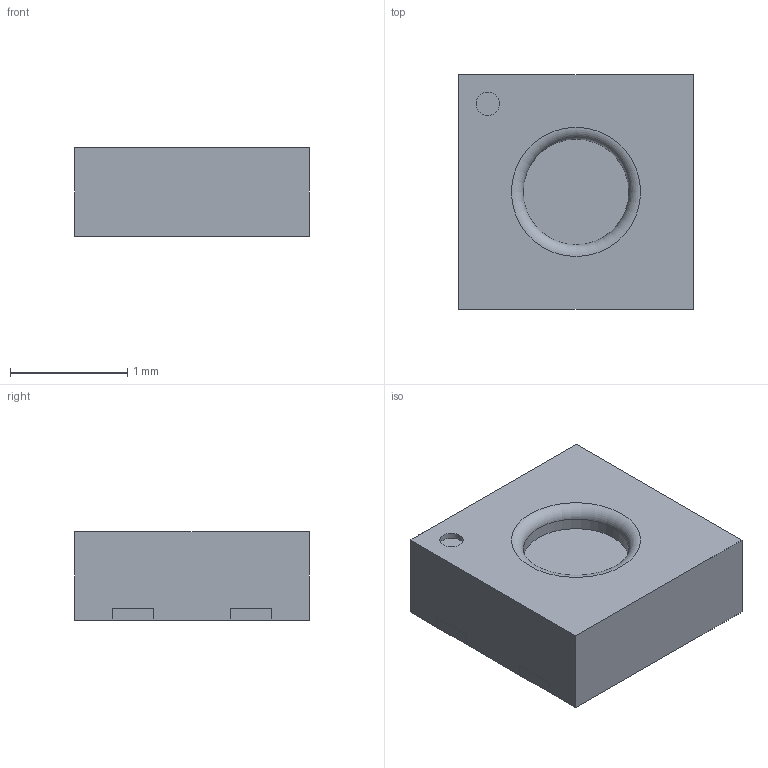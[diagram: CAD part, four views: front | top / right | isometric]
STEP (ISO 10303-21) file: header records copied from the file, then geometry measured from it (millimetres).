
FILE_DESCRIPTION(/* description */ (''),/* implementation_level */ '2;1');
FILE_NAME(/* name */ 'SHTC3.step',/* time_stamp */ '2019-06-02T12:48:17+02:00',/* author */ (''),/* organization */ (''),/* preprocessor_version */ 'ST-DEVELOPER v18',/* originating_system */ 'Autodesk Translation Framework v8.2.0.1029',/* authorisation */ '');
FILE_SCHEMA (('AUTOMOTIVE_DESIGN { 1 0 10303 214 3 1 1 }'));
Length unit declared in the file: millimetre
Products named in the file (1): SHTC3
Bounding box: 2 x 2 x 0.75 mm (x, y, z)
Volume: 2.9 mm3; surface area: 19.4 mm2
Topology: 6 solids, 6 shells, 64 faces, 148 edges, 99 vertices
Faces by surface type: plane 61, cylinder 2, torus 1
Full cylindrical faces by diameter (mm): 0.2 x1, 0.9 x1
Entity records: 1830 total; most frequent: CARTESIAN_POINT 312, ORIENTED_EDGE 296, DIRECTION 286, EDGE_CURVE 148, LINE 140, VECTOR 140, VERTEX_POINT 99, AXIS2_PLACEMENT_3D 73
